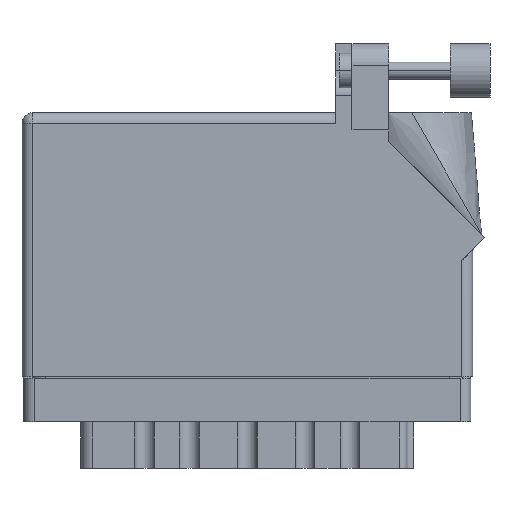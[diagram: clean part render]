
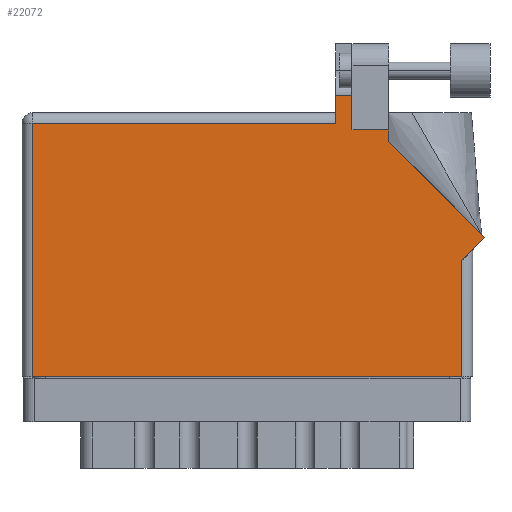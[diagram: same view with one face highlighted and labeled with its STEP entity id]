
A CAD part, front view. The second image highlights one B-rep face of the part: STEP entity #22072.
In plain terms, the highlighted face is planar.
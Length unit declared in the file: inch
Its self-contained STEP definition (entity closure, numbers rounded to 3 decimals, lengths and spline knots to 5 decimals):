
#559 = CARTESIAN_POINT ( 'NONE',  ( 1.913, 1.43, 0. ) ) ;
#827 = CARTESIAN_POINT ( 'NONE',  ( 0.062, 0., 0. ) ) ;
#1837 = EDGE_CURVE ( 'NONE', #11456, #49313, #26675, .T. ) ;
#3057 = EDGE_CURVE ( 'NONE', #8530, #7541, #9754, .T. ) ;
#3993 = DIRECTION ( 'NONE',  ( 0., 0., -1. ) ) ;
#6257 = VECTOR ( 'NONE', #33834, 39.37008 ) ;
#6323 = ORIENTED_EDGE ( 'NONE', *, *, #48529, .T. ) ;
#6638 = EDGE_CURVE ( 'NONE', #26196, #31015, #43987, .T. ) ;
#7303 = LINE ( 'NONE', #31574, #13935 ) ;
#7438 = VECTOR ( 'NONE', #18121, 39.37008 ) ;
#7541 = VERTEX_POINT ( 'NONE', #12248 ) ;
#7828 = ORIENTED_EDGE ( 'NONE', *, *, #1837, .T. ) ;
#8212 = VERTEX_POINT ( 'NONE', #42789 ) ;
#8241 = EDGE_CURVE ( 'NONE', #49625, #26196, #36784, .T. ) ;
#8530 = VERTEX_POINT ( 'NONE', #41237 ) ;
#8817 = VERTEX_POINT ( 'NONE', #559 ) ;
#9419 = VERTEX_POINT ( 'NONE', #29363 ) ;
#9754 = LINE ( 'NONE', #35666, #33951 ) ;
#10003 = CARTESIAN_POINT ( 'NONE',  ( 2.612, 0.737, 0. ) ) ;
#10138 = VECTOR ( 'NONE', #33792, 39.37008 ) ;
#11259 = ORIENTED_EDGE ( 'NONE', *, *, #6638, .T. ) ;
#11456 = VERTEX_POINT ( 'NONE', #18173 ) ;
#12248 = CARTESIAN_POINT ( 'NONE',  ( 2.55, 0.675, 0. ) ) ;
#12364 = DIRECTION ( 'NONE',  ( -1., 0., 0. ) ) ;
#13935 = VECTOR ( 'NONE', #23785, 39.37008 ) ;
#15148 = ORIENTED_EDGE ( 'NONE', *, *, #37819, .T. ) ;
#17088 = VECTOR ( 'NONE', #45765, 39.37008 ) ;
#18121 = DIRECTION ( 'NONE',  ( 0.707, 0.707, 0. ) ) ;
#18173 = CARTESIAN_POINT ( 'NONE',  ( 1.819, 1.468, 0. ) ) ;
#19220 = VECTOR ( 'NONE', #21351, 39.37008 ) ;
#19521 = CARTESIAN_POINT ( 'NONE',  ( 0., 1.53, 0. ) ) ;
#20187 = EDGE_CURVE ( 'NONE', #31015, #8817, #29268, .T. ) ;
#20196 = CARTESIAN_POINT ( 'NONE',  ( 0., 0., 0. ) ) ;
#21351 = DIRECTION ( 'NONE',  ( 1., 0., 0. ) ) ;
#21545 = EDGE_CURVE ( 'NONE', #8817, #9419, #28357, .T. ) ;
#21951 = ORIENTED_EDGE ( 'NONE', *, *, #3057, .T. ) ;
#22072 = ADVANCED_FACE ( 'NONE', ( #37934 ), #27314, .F. ) ;
#22131 = EDGE_CURVE ( 'NONE', #40454, #8530, #27681, .T. ) ;
#23646 = DIRECTION ( 'NONE',  ( 0., 1., 0. ) ) ;
#23785 = DIRECTION ( 'NONE',  ( 0., -1., 0. ) ) ;
#23897 = DIRECTION ( 'NONE',  ( -0.707, 0.707, 0. ) ) ;
#24227 = CARTESIAN_POINT ( 'NONE',  ( 2.68271, 0.80771, 0. ) ) ;
#25064 = CARTESIAN_POINT ( 'NONE',  ( 2.126, 1.36442, 0. ) ) ;
#25342 = AXIS2_PLACEMENT_3D ( 'NONE', #19521, #3993, #43139 ) ;
#25626 = ORIENTED_EDGE ( 'NONE', *, *, #47131, .T. ) ;
#26196 = VERTEX_POINT ( 'NONE', #25064 ) ;
#26675 = LINE ( 'NONE', #48217, #44743 ) ;
#27314 = PLANE ( 'NONE',  #25342 ) ;
#27681 = LINE ( 'NONE', #20196, #19220 ) ;
#28357 = LINE ( 'NONE', #37577, #37405 ) ;
#28633 = CARTESIAN_POINT ( 'NONE',  ( 0.062, 1.468, 0. ) ) ;
#28961 = ORIENTED_EDGE ( 'NONE', *, *, #8241, .T. ) ;
#29268 = LINE ( 'NONE', #29945, #6257 ) ;
#29363 = CARTESIAN_POINT ( 'NONE',  ( 1.913, 1.6315, 0. ) ) ;
#29945 = CARTESIAN_POINT ( 'NONE',  ( 2.126, 1.43, 0. ) ) ;
#30319 = LINE ( 'NONE', #827, #47832 ) ;
#30904 = CARTESIAN_POINT ( 'NONE',  ( 2.24377, 1.6315, 0. ) ) ;
#31015 = VERTEX_POINT ( 'NONE', #32596 ) ;
#31574 = CARTESIAN_POINT ( 'NONE',  ( 1.819, 1.53, 0. ) ) ;
#32596 = CARTESIAN_POINT ( 'NONE',  ( 2.126, 1.43, 0. ) ) ;
#32825 = ORIENTED_EDGE ( 'NONE', *, *, #21545, .T. ) ;
#33091 = VECTOR ( 'NONE', #23897, 39.37008 ) ;
#33792 = DIRECTION ( 'NONE',  ( 0., 1., 0. ) ) ;
#33834 = DIRECTION ( 'NONE',  ( -1., 0., 0. ) ) ;
#33951 = VECTOR ( 'NONE', #23646, 39.37008 ) ;
#35484 = DIRECTION ( 'NONE',  ( 0., -1., 0. ) ) ;
#35607 = CARTESIAN_POINT ( 'NONE',  ( 0.062, 0., 0. ) ) ;
#35666 = CARTESIAN_POINT ( 'NONE',  ( 2.55, 0.737, 0. ) ) ;
#36784 = LINE ( 'NONE', #24227, #33091 ) ;
#37333 = CARTESIAN_POINT ( 'NONE',  ( 2.126, 1.36442, 0. ) ) ;
#37405 = VECTOR ( 'NONE', #48549, 39.37008 ) ;
#37577 = CARTESIAN_POINT ( 'NONE',  ( 1.913, 1.43, 0. ) ) ;
#37819 = EDGE_CURVE ( 'NONE', #9419, #8212, #42462, .T. ) ;
#37934 = FACE_OUTER_BOUND ( 'NONE', #41842, .T. ) ;
#40454 = VERTEX_POINT ( 'NONE', #35607 ) ;
#40577 = ORIENTED_EDGE ( 'NONE', *, *, #20187, .T. ) ;
#41237 = CARTESIAN_POINT ( 'NONE',  ( 2.55, 0., 0. ) ) ;
#41842 = EDGE_LOOP ( 'NONE', ( #32825, #15148, #45776, #7828, #6323, #45292, #21951, #25626, #28961, #11259, #40577 ) ) ;
#42389 = CARTESIAN_POINT ( 'NONE',  ( 2.68271, 0.80771, 0. ) ) ;
#42462 = LINE ( 'NONE', #30904, #17088 ) ;
#42789 = CARTESIAN_POINT ( 'NONE',  ( 1.819, 1.6315, 0. ) ) ;
#43139 = DIRECTION ( 'NONE',  ( -1., 0., 0. ) ) ;
#43987 = LINE ( 'NONE', #37333, #10138 ) ;
#44743 = VECTOR ( 'NONE', #12364, 39.37008 ) ;
#45292 = ORIENTED_EDGE ( 'NONE', *, *, #22131, .T. ) ;
#45765 = DIRECTION ( 'NONE',  ( -1., 0., 0. ) ) ;
#45776 = ORIENTED_EDGE ( 'NONE', *, *, #48448, .T. ) ;
#47131 = EDGE_CURVE ( 'NONE', #7541, #49625, #49767, .T. ) ;
#47832 = VECTOR ( 'NONE', #35484, 39.37008 ) ;
#48217 = CARTESIAN_POINT ( 'NONE',  ( 0., 1.468, 0. ) ) ;
#48448 = EDGE_CURVE ( 'NONE', #8212, #11456, #7303, .T. ) ;
#48529 = EDGE_CURVE ( 'NONE', #49313, #40454, #30319, .T. ) ;
#48549 = DIRECTION ( 'NONE',  ( 0., 1., 0. ) ) ;
#49313 = VERTEX_POINT ( 'NONE', #28633 ) ;
#49625 = VERTEX_POINT ( 'NONE', #42389 ) ;
#49767 = LINE ( 'NONE', #10003, #7438 ) ;
